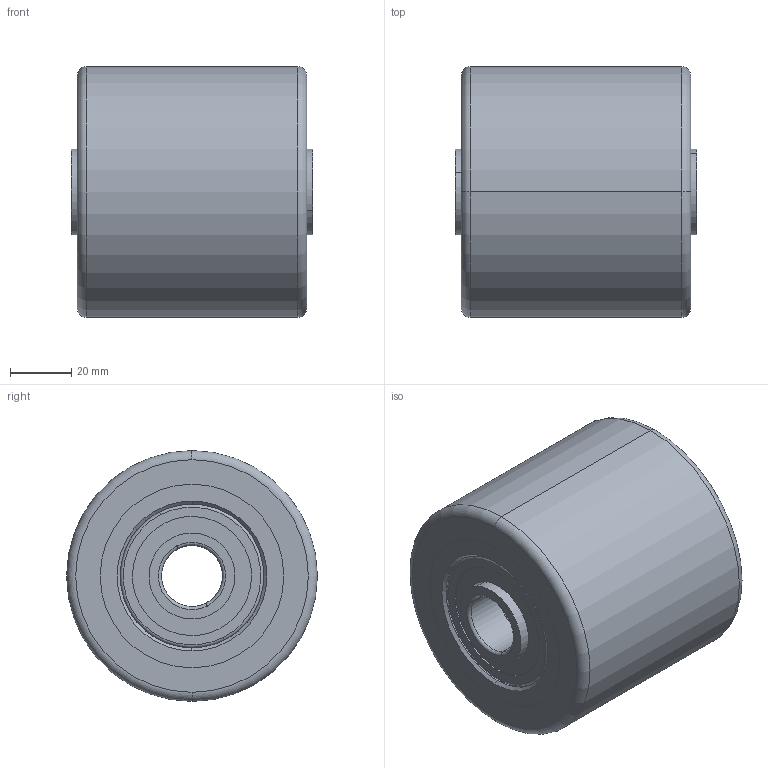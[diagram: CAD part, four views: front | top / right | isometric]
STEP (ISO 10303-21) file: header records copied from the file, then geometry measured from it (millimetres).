
FILE_DESCRIPTION (( 'STEP AP214' ), '1' );
FILE_NAME ('0012373_PUHS-082-75-K20-EL79.STEP', '2016-12-01T08:51:42', ( '' ), ( '' ), 'SwSTEP 2.0', 'SolidWorks 2016', '' );
FILE_SCHEMA (( 'AUTOMOTIVE_DESIGN' ));
Length unit declared in the file: millimetre
Products named in the file (1): 0012373_PUHS-082-75-K20-EL79
Bounding box: 79 x 82 x 82 mm (x, y, z)
Surface area: 70886.1 mm2 (no closed solid volume)
Topology: 0 solids, 9 shells, 54 faces, 124 edges, 80 vertices
Faces by surface type: cylinder 24, torus 16, plane 10, cone 4
Entity records: 2177 total; most frequent: DIRECTION 330, CARTESIAN_POINT 259, ORIENTED_EDGE 216, AXIS2_PLACEMENT_3D 151, EDGE_CURVE 124, CIRCLE 96, VERTEX_POINT 80, EDGE_LOOP 64
